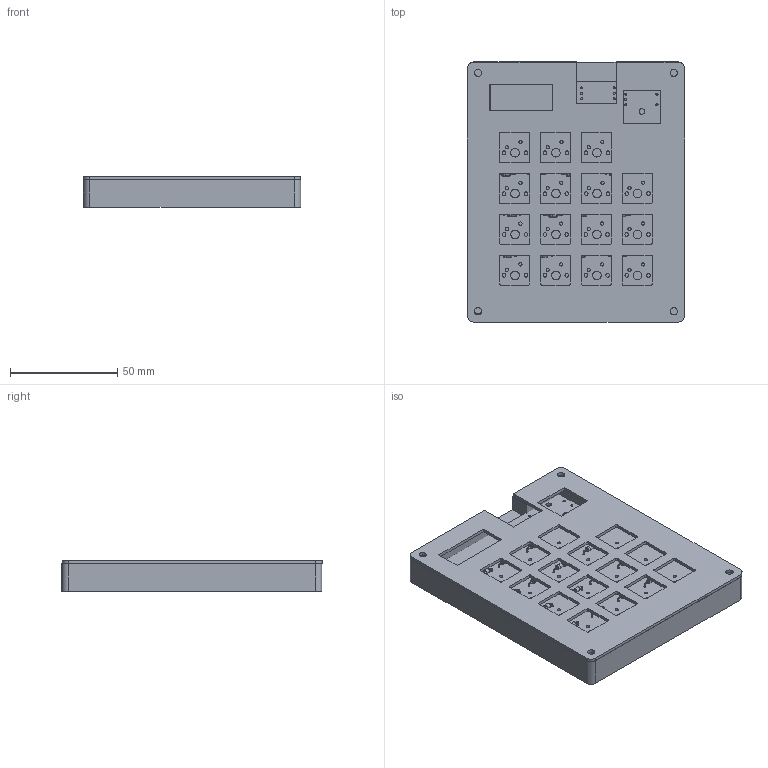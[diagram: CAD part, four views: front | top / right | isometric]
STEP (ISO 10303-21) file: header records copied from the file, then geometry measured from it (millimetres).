
FILE_DESCRIPTION(/* description */ (''),/* implementation_level */ '2;1');
FILE_NAME(/* name */ 'Assembled.step',/* time_stamp */ '2026-02-11T22:36:07-06:00',/* author */ (''),/* organization */ (''),/* preprocessor_version */ 'ST-DEVELOPER v20.1',/* originating_system */ 'Autodesk Translation Framework v14.21.0.0',/* authorisation */ '');
FILE_SCHEMA (('AUTOMOTIVE_DESIGN { 1 0 10303 214 3 1 1 }'));
Length unit declared in the file: millimetre
Products named in the file (5): 2025-12-17-23-35-39-652; Keypad 1; Keypad_PCB; D_DO-35_SOD27_P7.62mm_Horizontal; 2025-12-10-00-46-04-240
Assembly tree (18 placements, depth 3):
  2025-12-17-23-35-39-652
    Keypad 1
      D_DO-35_SOD27_P7.62mm_Horizontal  x15
      Keypad_PCB
    2025-12-10-00-46-04-240
Bounding box: 101.23 x 121.17 x 14.44 mm (x, y, z)
Volume: 99505.3 mm3; surface area: 70962.5 mm2
Topology: 37 solids, 37 shells, 564 faces, 1338 edges, 882 vertices
Faces by surface type: cylinder 304, plane 200, torus 60
Full cylindrical faces by diameter (mm): 0.5 x45, 0.8 x30, 0.889 x14, 1 x9, 1.5 x30, 1.7 x30, 2 x30, 2.02 x15, 2.6 x2, 3.4 x12, 4 x15, 6 x4
Entity records: 12013 total; most frequent: DIRECTION 2122, CARTESIAN_POINT 1939, ORIENTED_EDGE 1892, EDGE_CURVE 946, AXIS2_PLACEMENT_3D 813, EDGE_LOOP 656, VERTEX_POINT 630, LINE 496
